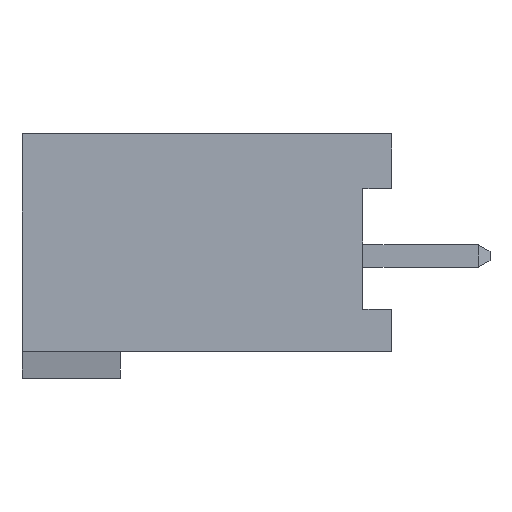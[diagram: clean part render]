
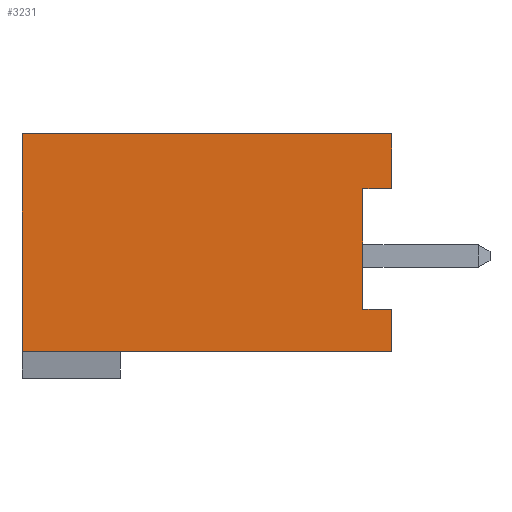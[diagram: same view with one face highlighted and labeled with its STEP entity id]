
A CAD part, left-side view. The second image highlights one B-rep face of the part: STEP entity #3231.
In plain terms, the highlighted planar face has unit normal (-1, 0, 0).
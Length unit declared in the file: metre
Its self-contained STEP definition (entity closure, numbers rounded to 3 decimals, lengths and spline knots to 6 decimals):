
#479=ORIENTED_EDGE('',*,*,#1108,.T.);
#480=ORIENTED_EDGE('',*,*,#1095,.T.);
#481=ORIENTED_EDGE('',*,*,#1122,.T.);
#482=ORIENTED_EDGE('',*,*,#1123,.F.);
#483=ORIENTED_EDGE('',*,*,#1115,.T.);
#484=ORIENTED_EDGE('',*,*,#1120,.F.);
#485=ORIENTED_EDGE('',*,*,#1124,.F.);
#486=ORIENTED_EDGE('',*,*,#1125,.T.);
#1095=EDGE_CURVE('',#1417,#1416,#1757,.T.);
#1108=EDGE_CURVE('',#1427,#1417,#1770,.T.);
#1115=EDGE_CURVE('',#1433,#1432,#1777,.T.);
#1120=EDGE_CURVE('',#1436,#1432,#1782,.T.);
#1122=EDGE_CURVE('',#1416,#1437,#1784,.T.);
#1123=EDGE_CURVE('',#1433,#1437,#1785,.T.);
#1124=EDGE_CURVE('',#1438,#1436,#1786,.T.);
#1125=EDGE_CURVE('',#1438,#1427,#1787,.T.);
#1416=VERTEX_POINT('',#5117);
#1417=VERTEX_POINT('',#5119);
#1427=VERTEX_POINT('',#5145);
#1432=VERTEX_POINT('',#5158);
#1433=VERTEX_POINT('',#5160);
#1436=VERTEX_POINT('',#5169);
#1437=VERTEX_POINT('',#5174);
#1438=VERTEX_POINT('',#5177);
#1757=LINE('',#5118,#2157);
#1770=LINE('',#5144,#2170);
#1777=LINE('',#5159,#2177);
#1782=LINE('',#5170,#2182);
#1784=LINE('',#5173,#2184);
#1785=LINE('',#5175,#2185);
#1786=LINE('',#5176,#2186);
#1787=LINE('',#5178,#2187);
#2157=VECTOR('',#4278,1.);
#2170=VECTOR('',#4297,1.);
#2177=VECTOR('',#4308,1.);
#2182=VECTOR('',#4317,1.);
#2184=VECTOR('',#4321,1.);
#2185=VECTOR('',#4322,1.);
#2186=VECTOR('',#4323,1.);
#2187=VECTOR('',#4324,1.);
#2413=EDGE_LOOP('',(#479,#480,#481,#482,#483,#484,#485,#486));
#2593=FACE_BOUND('',#2413,.T.);
#2773=PLANE('',#3699);
#3231=ADVANCED_FACE('',(#2593),#2773,.T.);
#3699=AXIS2_PLACEMENT_3D('',#5172,#4319,#4320);
#4278=DIRECTION('',(0.,1.,0.));
#4297=DIRECTION('',(0.,0.,1.));
#4308=DIRECTION('',(0.,0.,1.));
#4317=DIRECTION('',(0.,-1.,0.));
#4319=DIRECTION('',(-1.,0.,0.));
#4320=DIRECTION('',(0.,-1.,0.));
#4321=DIRECTION('',(0.,0.,1.));
#4322=DIRECTION('',(0.,1.,0.));
#4323=DIRECTION('',(0.,0.,1.));
#4324=DIRECTION('',(0.,-1.,0.));
#5117=CARTESIAN_POINT('',(-0.009295,-0.0046,-0.001575));
#5118=CARTESIAN_POINT('',(-0.009295,-0.00545,-0.001575));
#5119=CARTESIAN_POINT('',(-0.009295,-0.00545,-0.001575));
#5144=CARTESIAN_POINT('',(-0.009295,-0.00545,-0.002815));
#5145=CARTESIAN_POINT('',(-0.009295,-0.00545,-0.002815));
#5158=CARTESIAN_POINT('',(-0.009295,-0.00545,0.003605));
#5159=CARTESIAN_POINT('',(-0.009295,-0.00545,0.001985));
#5160=CARTESIAN_POINT('',(-0.009295,-0.00545,0.001985));
#5169=CARTESIAN_POINT('',(-0.009295,0.00545,0.003605));
#5170=CARTESIAN_POINT('',(-0.009295,0.00545,0.003605));
#5172=CARTESIAN_POINT('',(-0.009295,0.00545,-0.003605));
#5173=CARTESIAN_POINT('',(-0.009295,-0.0046,-0.001575));
#5174=CARTESIAN_POINT('',(-0.009295,-0.0046,0.001985));
#5175=CARTESIAN_POINT('',(-0.009295,-0.00545,0.001985));
#5176=CARTESIAN_POINT('',(-0.009295,0.00545,-0.002815));
#5177=CARTESIAN_POINT('',(-0.009295,0.00545,-0.002815));
#5178=CARTESIAN_POINT('',(-0.009295,0.00545,-0.002815));
